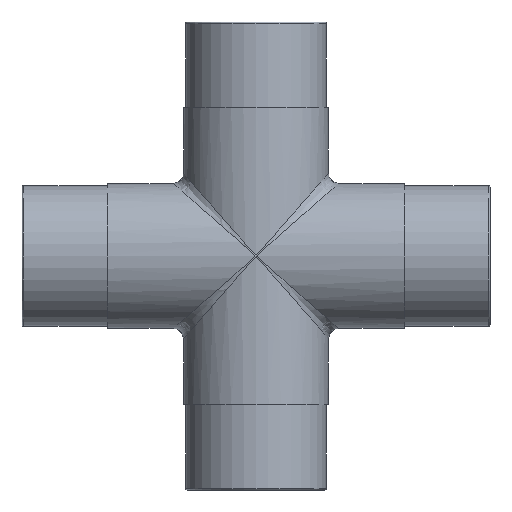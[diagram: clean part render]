
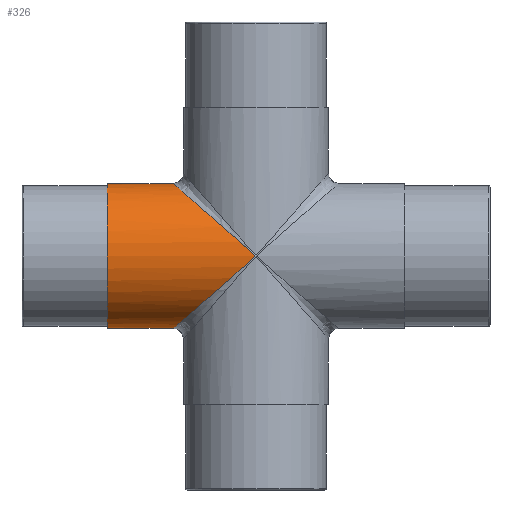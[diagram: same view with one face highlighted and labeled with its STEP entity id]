
A CAD part, front view. The second image highlights one B-rep face of the part: STEP entity #326.
In plain terms, the highlighted cylindrical face has radius 21.2 mm (diameter 42.4 mm), a partial arc.
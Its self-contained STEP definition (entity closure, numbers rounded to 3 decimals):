
#61 = CIRCLE ( 'NONE', #654, 21.2 ) ;
#78 = CARTESIAN_POINT ( 'NONE',  ( -14.176, -21.2, 12.419 ) ) ;
#101 = EDGE_LOOP ( 'NONE', ( #668, #305, #1273, #592, #1504 ) ) ;
#109 = CARTESIAN_POINT ( 'NONE',  ( -24.2, 0., -21.2 ) ) ;
#187 = DIRECTION ( 'NONE',  ( 0., 0., -1. ) ) ;
#228 = EDGE_CURVE ( 'NONE', #1839, #812, #2008, .T. ) ;
#235 = DIRECTION ( 'NONE',  ( 0., 0., -1. ) ) ;
#305 = ORIENTED_EDGE ( 'NONE', *, *, #1585, .T. ) ;
#310 = AXIS2_PLACEMENT_3D ( 'NONE', #722, #2136, #187 ) ;
#326 = ADVANCED_FACE ( 'NONE', ( #1606 ), #759, .T. ) ;
#487 = CARTESIAN_POINT ( 'NONE',  ( -24.2, 0., 21.2 ) ) ;
#529 = DIRECTION ( 'NONE',  ( 1., 0., 0. ) ) ;
#573 = EDGE_CURVE ( 'NONE', #820, #812, #1686, .T. ) ;
#592 = ORIENTED_EDGE ( 'NONE', *, *, #1270, .T. ) ;
#622 = CARTESIAN_POINT ( 'NONE',  ( -24.2, 0., 21.2 ) ) ;
#654 = AXIS2_PLACEMENT_3D ( 'NONE', #1602, #1267, #235 ) ;
#668 = ORIENTED_EDGE ( 'NONE', *, *, #573, .F. ) ;
#699 = CARTESIAN_POINT ( 'NONE',  ( -43.5, 0., -21.2 ) ) ;
#722 = CARTESIAN_POINT ( 'NONE',  ( -43.5, 0., 0. ) ) ;
#759 = CYLINDRICAL_SURFACE ( 'NONE', #310, 21.2 ) ;
#806 = CARTESIAN_POINT ( 'NONE',  ( -24.2, -12.419, -21.2 ) ) ;
#812 = VERTEX_POINT ( 'NONE', #487 ) ;
#820 = VERTEX_POINT ( 'NONE', #2041 ) ;
#825 = DIRECTION ( 'NONE',  ( 1., 0., 0. ) ) ;
#950 = CARTESIAN_POINT ( 'NONE',  ( -24.2, 0., -21.2 ) ) ;
#977 = CARTESIAN_POINT ( 'NONE',  ( -43.5, 0., -21.2 ) ) ;
#1007 = EDGE_CURVE ( 'NONE', #1523, #1165, #1885, .T. ) ;
#1016 = CARTESIAN_POINT ( 'NONE',  ( 0., -21.2, 0. ) ) ;
#1165 = VERTEX_POINT ( 'NONE', #950 ) ;
#1267 = DIRECTION ( 'NONE',  ( 1., 0., 0. ) ) ;
#1270 = EDGE_CURVE ( 'NONE', #1165, #1839, #2180, .T. ) ;
#1273 = ORIENTED_EDGE ( 'NONE', *, *, #1007, .T. ) ;
#1504 = ORIENTED_EDGE ( 'NONE', *, *, #228, .T. ) ;
#1521 = CARTESIAN_POINT ( 'NONE',  ( -43.5, 0., 21.2 ) ) ;
#1523 = VERTEX_POINT ( 'NONE', #977 ) ;
#1585 = EDGE_CURVE ( 'NONE', #820, #1523, #61, .T. ) ;
#1602 = CARTESIAN_POINT ( 'NONE',  ( -43.5, 0., 0. ) ) ;
#1606 = FACE_OUTER_BOUND ( 'NONE', #101, .T. ) ;
#1662 = CARTESIAN_POINT ( 'NONE',  ( 0., -21.2, 0. ) ) ;
#1686 = LINE ( 'NONE', #1521, #2117 ) ;
#1756 = VECTOR ( 'NONE', #529, 1000. ) ;
#1839 = VERTEX_POINT ( 'NONE', #1016 ) ;
#1885 = LINE ( 'NONE', #699, #1756 ) ;
#2008 =( BOUNDED_CURVE ( )  B_SPLINE_CURVE ( 3, ( #2169, #78, #2154, #622 ),
 .UNSPECIFIED., .F., .T. ) 
 B_SPLINE_CURVE_WITH_KNOTS ( ( 4, 4 ),
 ( 4.712, 6.283 ),
 .UNSPECIFIED. ) 
 CURVE ( )  GEOMETRIC_REPRESENTATION_ITEM ( )  RATIONAL_B_SPLINE_CURVE ( ( 1., 0.805, 0.805, 1. ) ) 
 REPRESENTATION_ITEM ( '' )  );
#2041 = CARTESIAN_POINT ( 'NONE',  ( -43.5, 0., 21.2 ) ) ;
#2117 = VECTOR ( 'NONE', #825, 1000. ) ;
#2136 = DIRECTION ( 'NONE',  ( 1., 0., 0. ) ) ;
#2154 = CARTESIAN_POINT ( 'NONE',  ( -24.2, -12.419, 21.2 ) ) ;
#2169 = CARTESIAN_POINT ( 'NONE',  ( 0., -21.2, 0. ) ) ;
#2180 =( BOUNDED_CURVE ( )  B_SPLINE_CURVE ( 3, ( #109, #806, #2184, #1662 ),
 .UNSPECIFIED., .F., .T. ) 
 B_SPLINE_CURVE_WITH_KNOTS ( ( 4, 4 ),
 ( 3.142, 4.712 ),
 .UNSPECIFIED. ) 
 CURVE ( )  GEOMETRIC_REPRESENTATION_ITEM ( )  RATIONAL_B_SPLINE_CURVE ( ( 1., 0.805, 0.805, 1. ) ) 
 REPRESENTATION_ITEM ( '' )  );
#2184 = CARTESIAN_POINT ( 'NONE',  ( -14.176, -21.2, -12.419 ) ) ;
